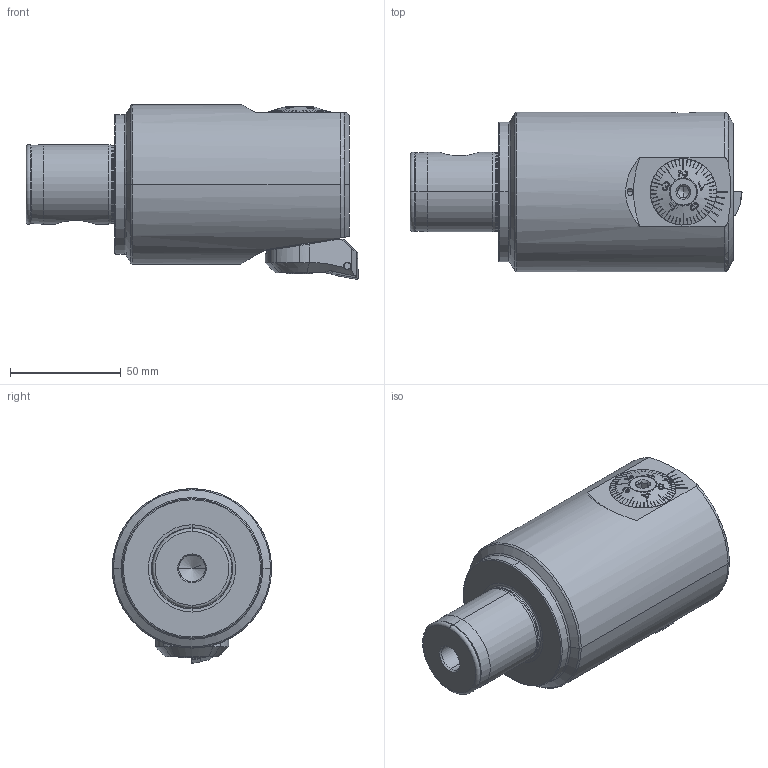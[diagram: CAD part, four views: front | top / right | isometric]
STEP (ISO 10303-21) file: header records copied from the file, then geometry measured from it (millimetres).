
FILE_DESCRIPTION (( 'STEP AP203' ), '1' );
FILE_NAME ('C04.063.087.110.STEP', '2018-02-26T08:38:48', ( 'SWIAdmin' ), ( 'Hewlett-Packard Company' ), 'SwSTEP 2.0', 'SolidWorks 2017', '' );
FILE_SCHEMA (( 'CONFIG_CONTROL_DESIGN' ));
Length unit declared in the file: millimetre
Products named in the file (20): F55-ER1.101.016_A; F72-BG2.015.020_B; ISO 4026 - M10 x 16; DIN 3771 - 25x1.5; F72-BG1.011.056_D; F72-BG1.014.056; F55-BG1.012.012_A; WH6-F72.K20.110_B; A55-BG3.011.033_A_gek〉zt; F72-BG1.011.056; F55-WCB.001.013_D_fertigbearbeitet; Klebstoff D10; A55-BG2.013.005_C; CCMT09T304; C04.063.087.110; A55-BG2.012.006_B; WCB-ER2.001.009_A; A55-BG2.011.016_D; F55-WCB.001.013; F72-BG2.014.020_B
Assembly tree (20 placements, depth 4):
  C04.063.087.110
    WH6-F72.K20.110_B
    F55-WCB.001.013
      F55-WCB.001.013_D_fertigbearbeitet
      CCMT09T304
      WCB-ER2.001.009_A
    F55-ER1.101.016_A
    ISO 4026 - M10 x 16
    WCB-ER2.001.009_A
    F72-BG1.014.056
      F72-BG1.011.056
        F72-BG1.011.056_D
        F55-BG1.012.012_A
      A55-BG2.013.005_C
      A55-BG2.012.006_B
      F72-BG2.015.020_B
        A55-BG2.011.016_D
        F72-BG2.014.020_B
      DIN 3771 - 25x1.5
    A55-BG3.011.033_A_gek〉zt
    Klebstoff D10
Bounding box: 150 x 72 x 78.88 mm (x, y, z)
Volume: 440557.4 mm3; surface area: 70044.3 mm2
Topology: 18 solids, 18 shells, 866 faces, 2221 edges, 1388 vertices
Faces by surface type: plane 338, cone 220, cylinder 174, torus 83, bspline 47, sphere 4
Entity records: 30694 total; most frequent: CARTESIAN_POINT 9451, ORIENTED_EDGE 4214, DIRECTION 3722, EDGE_CURVE 2107, AXIS2_PLACEMENT_3D 1461, VERTEX_POINT 1328, EDGE_LOOP 875, FACE_OUTER_BOUND 827
